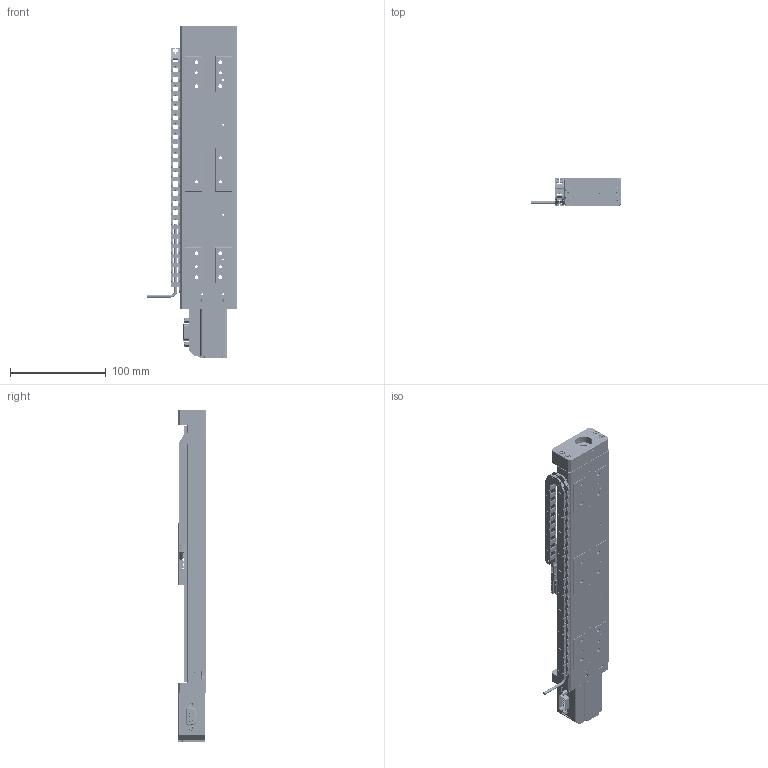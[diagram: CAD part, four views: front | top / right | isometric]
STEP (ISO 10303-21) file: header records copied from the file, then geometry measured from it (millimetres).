
FILE_DESCRIPTION (( 'STEP AP214' ), '1' );
FILE_NAME ('PPS-60-44X10.STEP', '2023-03-02T00:59:27', ( '' ), ( '' ), 'SwSTEP 2.0', 'SolidWorks 2020', '' );
FILE_SCHEMA (( 'AUTOMOTIVE_DESIGN' ));
Length unit declared in the file: millimetre
Products named in the file (28): 110152 Stepper Motor, Size 11, Lin; IGUS chain link; SCREW, MS-PPH, M-JCIS_M2 x 0.4 x 7mm; 130008 D-sub Standoff; Dowel Pin, M-DIN_M01.5 x 005; IGUS chain, PPS-60_200mm; PPS-60-44X10; 430564 PPS-60, Mercury Encoder Bracket, Carriage; 430602 PPS-60, END PLATE, BEARING SIDE_cover 4; 130174 Bearing Slide Rail, PPS-60_200mm; SCREW, SHCS-S, M-DIN_M2.5 x 0.45 x 14mm; SCREW, SHCS-S, M-DIN_M2 x 0.4 x 03mm; 430601 PPS-60, END PLATE, MOTOR SIDE_cover 4; SCREW, MS-PPH, M-JCIS_M2 x 0.4 x 6mm; 430559 PPS-60, Carriage, L65mm; 110066 ENCODER HEAD, M1000, ATMOSPHERIC, 1Vpp_Atmospheric; 130174 PPS-60, Bearing Block; 430604 PPS-60, EXTERNAL MOTOR COVER; SCREW, SHCS-S, M-DIN_M2.5 x 0.45 x 12mm; Cable Chain exit cable_CL, VAC, ENC CABLE; SCREW, MS-PPH, M-JCIS_M1.6 x 0.35 x 4mm; SCREW, MS-SCH, M-DIN_M1.6 x 0.35 x 10mm; IGUS chain, end link; PPS-60, Base, Master Part_200mm; SCREW, SHCS-S, M-DIN_M3 x 0.5 x 12mm; 110006-109 Connector D-sub Male SC; 430608 PPS-60, Scale Spacer, MII Tape_216mm; 430562 PPS-60, Cable Clamp, Carriage
Assembly tree (129 placements, depth 3):
  PPS-60-44X10
    PPS-60, Base, Master Part_200mm
    430559 PPS-60, Carriage, L65mm
    430562 PPS-60, Cable Clamp, Carriage
    SCREW, SHCS-S, M-DIN_M3 x 0.5 x 12mm  x8
    SCREW, MS-PPH, M-JCIS_M1.6 x 0.35 x 4mm  x4
    SCREW, SHCS-S, M-DIN_M2 x 0.4 x 03mm  x10
    Dowel Pin, M-DIN_M01.5 x 005  x4
    130174 PPS-60, Bearing Block  x4
    130174 Bearing Slide Rail, PPS-60_200mm  x2
    SCREW, MS-PPH, M-JCIS_M2 x 0.4 x 6mm  x28
    SCREW, MS-PPH, M-JCIS_M2 x 0.4 x 7mm  x7
    SCREW, MS-SCH, M-DIN_M1.6 x 0.35 x 10mm  x4
    110152 Stepper Motor, Size 11, Lin
    SCREW, SHCS-S, M-DIN_M2.5 x 0.45 x 14mm  x4
    430602 PPS-60, END PLATE, BEARING SIDE_cover 4
    430601 PPS-60, END PLATE, MOTOR SIDE_cover 4
    430604 PPS-60, EXTERNAL MOTOR COVER
    110006-109 Connector D-sub Male SC
    130008 D-sub Standoff  x2
    SCREW, SHCS-S, M-DIN_M2.5 x 0.45 x 12mm  x2
    IGUS chain, PPS-60_200mm
      IGUS chain, end link
      IGUS chain link  x36
    430608 PPS-60, Scale Spacer, MII Tape_216mm
    430564 PPS-60, Mercury Encoder Bracket, Carriage
    110066 ENCODER HEAD, M1000, ATMOSPHERIC, 1Vpp_Atmospheric
    Cable Chain exit cable_CL, VAC, ENC CABLE
Bounding box: 94.35 x 30 x 347.6 mm (x, y, z)
Volume: 286539.4 mm3; surface area: 152109.3 mm2
Topology: 128 solids, 128 shells, 6142 faces, 15084 edges, 9526 vertices
Faces by surface type: plane 3256, cylinder 1953, torus 506, cone 403, sphere 16, bspline 8
Entity records: 70220 total; most frequent: CARTESIAN_POINT 12012, DIRECTION 11894, ORIENTED_EDGE 10390, EDGE_CURVE 5195, AXIS2_PLACEMENT_3D 4517, VERTEX_POINT 3347, LINE 2860, VECTOR 2860
